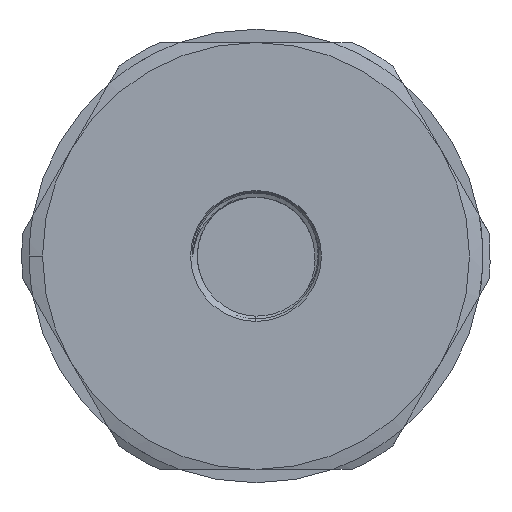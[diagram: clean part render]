
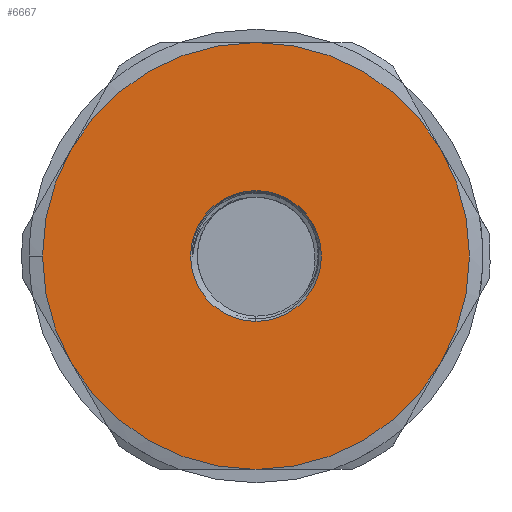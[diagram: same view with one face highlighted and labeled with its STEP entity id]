
A CAD part, left-side view. The second image highlights one B-rep face of the part: STEP entity #6667.
In plain terms, the highlighted planar face has unit normal (-1, 0, 0).
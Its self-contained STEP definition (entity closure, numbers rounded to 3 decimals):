
#11 = ORIENTED_EDGE ( 'NONE', *, *, #2875, .F. ) ;
#138 = DIRECTION ( 'NONE',  ( 0., 1., 0. ) ) ;
#188 = AXIS2_PLACEMENT_3D ( 'NONE', #7263, #4463, #138 ) ;
#292 = FACE_OUTER_BOUND ( 'NONE', #3179, .T. ) ;
#427 = DIRECTION ( 'NONE',  ( 1., 0., 0. ) ) ;
#510 = DIRECTION ( 'NONE',  ( 0., 1., 0. ) ) ;
#564 = ORIENTED_EDGE ( 'NONE', *, *, #665, .F. ) ;
#644 = AXIS2_PLACEMENT_3D ( 'NONE', #7053, #6423, #3472 ) ;
#665 = EDGE_CURVE ( 'NONE', #6104, #6832, #8689, .T. ) ;
#701 = PLANE ( 'NONE',  #644 ) ;
#888 = EDGE_CURVE ( 'NONE', #4825, #5386, #5495, .T. ) ;
#910 = DIRECTION ( 'NONE',  ( -1., 0., 0. ) ) ;
#945 = EDGE_CURVE ( 'NONE', #8867, #5700, #8462, .T. ) ;
#1008 = DIRECTION ( 'NONE',  ( 0., 1., 0. ) ) ;
#1220 = VERTEX_POINT ( 'NONE', #5441 ) ;
#1254 = DIRECTION ( 'NONE',  ( 1., 0., 0. ) ) ;
#1297 = DIRECTION ( 'NONE',  ( 0., 0., 1. ) ) ;
#1462 = AXIS2_PLACEMENT_3D ( 'NONE', #5151, #6618, #8890 ) ;
#1660 = AXIS2_PLACEMENT_3D ( 'NONE', #3897, #910, #2453 ) ;
#1849 = CARTESIAN_POINT ( 'NONE',  ( -4.03, 0., -16. ) ) ;
#1944 = AXIS2_PLACEMENT_3D ( 'NONE', #4289, #2148, #7147 ) ;
#2111 = ORIENTED_EDGE ( 'NONE', *, *, #3979, .F. ) ;
#2148 = DIRECTION ( 'NONE',  ( 1., 0., 0. ) ) ;
#2206 = ORIENTED_EDGE ( 'NONE', *, *, #5964, .F. ) ;
#2249 = CARTESIAN_POINT ( 'NONE',  ( -4.03, 0., 4.9 ) ) ;
#2272 = CARTESIAN_POINT ( 'NONE',  ( -4.03, 0., 16. ) ) ;
#2340 = CIRCLE ( 'NONE', #4317, 16. ) ;
#2357 = DIRECTION ( 'NONE',  ( 1., 0., 0. ) ) ;
#2453 = DIRECTION ( 'NONE',  ( 0., 0., 1. ) ) ;
#2751 = VERTEX_POINT ( 'NONE', #8591 ) ;
#2785 = DIRECTION ( 'NONE',  ( -1., 0., 0. ) ) ;
#2875 = EDGE_CURVE ( 'NONE', #2751, #1220, #5050, .T. ) ;
#3179 = EDGE_LOOP ( 'NONE', ( #4675, #9180, #8618, #2111, #3639, #2206, #11 ) ) ;
#3365 = CARTESIAN_POINT ( 'NONE',  ( -4.03, -13.856, -8. ) ) ;
#3373 = CIRCLE ( 'NONE', #7551, 16. ) ;
#3455 = CIRCLE ( 'NONE', #1660, 4.9 ) ;
#3472 = DIRECTION ( 'NONE',  ( 0., 0., -1. ) ) ;
#3639 = ORIENTED_EDGE ( 'NONE', *, *, #888, .F. ) ;
#3724 = EDGE_CURVE ( 'NONE', #5700, #2751, #3373, .T. ) ;
#3897 = CARTESIAN_POINT ( 'NONE',  ( -4.03, 0., 0. ) ) ;
#3979 = EDGE_CURVE ( 'NONE', #5386, #5734, #8662, .T. ) ;
#4073 = CARTESIAN_POINT ( 'NONE',  ( -4.03, -13.856, 8. ) ) ;
#4136 = AXIS2_PLACEMENT_3D ( 'NONE', #5408, #427, #4782 ) ;
#4144 = FACE_BOUND ( 'NONE', #8288, .T. ) ;
#4289 = CARTESIAN_POINT ( 'NONE',  ( -4.03, 0., 0. ) ) ;
#4317 = AXIS2_PLACEMENT_3D ( 'NONE', #8506, #5534, #6295 ) ;
#4463 = DIRECTION ( 'NONE',  ( 1., 0., 0. ) ) ;
#4658 = CARTESIAN_POINT ( 'NONE',  ( -4.03, 0., -4.9 ) ) ;
#4675 = ORIENTED_EDGE ( 'NONE', *, *, #3724, .F. ) ;
#4782 = DIRECTION ( 'NONE',  ( 0., 1., 0. ) ) ;
#4825 = VERTEX_POINT ( 'NONE', #4971 ) ;
#4829 = CARTESIAN_POINT ( 'NONE',  ( -4.03, 0., 0. ) ) ;
#4856 = CARTESIAN_POINT ( 'NONE',  ( -4.03, 0., 0. ) ) ;
#4971 = CARTESIAN_POINT ( 'NONE',  ( -4.03, 13.856, 8. ) ) ;
#5050 = CIRCLE ( 'NONE', #188, 16. ) ;
#5151 = CARTESIAN_POINT ( 'NONE',  ( -4.03, 0., 0. ) ) ;
#5386 = VERTEX_POINT ( 'NONE', #2272 ) ;
#5408 = CARTESIAN_POINT ( 'NONE',  ( -4.03, 0., 0. ) ) ;
#5441 = CARTESIAN_POINT ( 'NONE',  ( -4.03, 16., 0. ) ) ;
#5495 = CIRCLE ( 'NONE', #1944, 16. ) ;
#5534 = DIRECTION ( 'NONE',  ( 1., 0., 0. ) ) ;
#5700 = VERTEX_POINT ( 'NONE', #1849 ) ;
#5714 = EDGE_CURVE ( 'NONE', #5734, #8867, #8319, .T. ) ;
#5734 = VERTEX_POINT ( 'NONE', #4073 ) ;
#5964 = EDGE_CURVE ( 'NONE', #1220, #4825, #2340, .T. ) ;
#6104 = VERTEX_POINT ( 'NONE', #2249 ) ;
#6295 = DIRECTION ( 'NONE',  ( 0., 1., 0. ) ) ;
#6423 = DIRECTION ( 'NONE',  ( 1., 0., 0. ) ) ;
#6618 = DIRECTION ( 'NONE',  ( 1., 0., 0. ) ) ;
#6632 = CARTESIAN_POINT ( 'NONE',  ( -4.03, 0., 0. ) ) ;
#6667 = ADVANCED_FACE ( 'NONE', ( #292, #4144 ), #701, .F. ) ;
#6740 = AXIS2_PLACEMENT_3D ( 'NONE', #4856, #2785, #1297 ) ;
#6832 = VERTEX_POINT ( 'NONE', #4658 ) ;
#6842 = EDGE_CURVE ( 'NONE', #6832, #6104, #3455, .T. ) ;
#7053 = CARTESIAN_POINT ( 'NONE',  ( -4.03, 9.238, 16. ) ) ;
#7147 = DIRECTION ( 'NONE',  ( 0., 1., 0. ) ) ;
#7263 = CARTESIAN_POINT ( 'NONE',  ( -4.03, 0., 0. ) ) ;
#7551 = AXIS2_PLACEMENT_3D ( 'NONE', #4829, #1254, #510 ) ;
#7971 = ORIENTED_EDGE ( 'NONE', *, *, #6842, .F. ) ;
#8288 = EDGE_LOOP ( 'NONE', ( #564, #7971 ) ) ;
#8319 = CIRCLE ( 'NONE', #4136, 16. ) ;
#8462 = CIRCLE ( 'NONE', #1462, 16. ) ;
#8506 = CARTESIAN_POINT ( 'NONE',  ( -4.03, 0., 0. ) ) ;
#8591 = CARTESIAN_POINT ( 'NONE',  ( -4.03, 13.856, -8. ) ) ;
#8618 = ORIENTED_EDGE ( 'NONE', *, *, #5714, .F. ) ;
#8662 = CIRCLE ( 'NONE', #9033, 16. ) ;
#8689 = CIRCLE ( 'NONE', #6740, 4.9 ) ;
#8867 = VERTEX_POINT ( 'NONE', #3365 ) ;
#8890 = DIRECTION ( 'NONE',  ( 0., 1., 0. ) ) ;
#9033 = AXIS2_PLACEMENT_3D ( 'NONE', #6632, #2357, #1008 ) ;
#9180 = ORIENTED_EDGE ( 'NONE', *, *, #945, .F. ) ;
